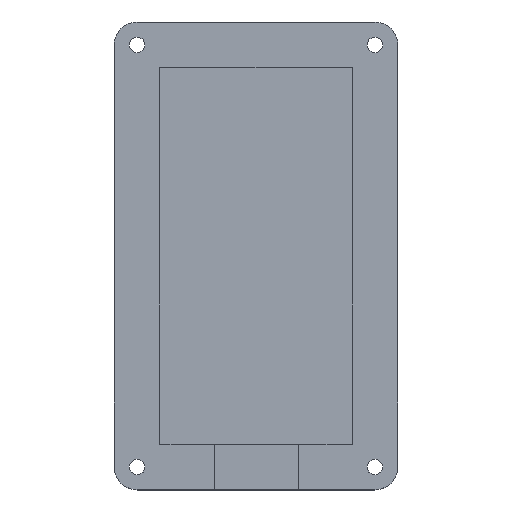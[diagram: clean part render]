
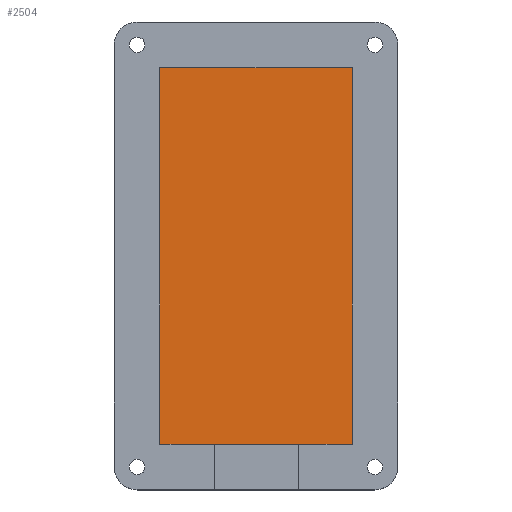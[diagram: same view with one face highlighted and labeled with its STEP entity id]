
A CAD part, top view. The second image highlights one B-rep face of the part: STEP entity #2504.
In plain terms, the highlighted planar face has unit normal (0, 0, 1).
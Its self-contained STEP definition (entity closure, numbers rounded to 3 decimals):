
#115=PLANE('',#2598);
#243=FACE_OUTER_BOUND('',#394,.T.);
#394=EDGE_LOOP('',(#2239,#2240,#2241,#2242));
#599=LINE('',#4947,#798);
#600=LINE('',#4949,#799);
#601=LINE('',#4951,#800);
#602=LINE('',#4952,#801);
#798=VECTOR('',#2936,10.);
#799=VECTOR('',#2937,10.);
#800=VECTOR('',#2938,10.);
#801=VECTOR('',#2939,10.);
#1194=VERTEX_POINT('',#4945);
#1195=VERTEX_POINT('',#4946);
#1196=VERTEX_POINT('',#4948);
#1197=VERTEX_POINT('',#4950);
#1551=EDGE_CURVE('',#1194,#1195,#599,.T.);
#1552=EDGE_CURVE('',#1196,#1194,#600,.T.);
#1553=EDGE_CURVE('',#1197,#1196,#601,.T.);
#1554=EDGE_CURVE('',#1195,#1197,#602,.T.);
#2239=ORIENTED_EDGE('',*,*,#1551,.F.);
#2240=ORIENTED_EDGE('',*,*,#1552,.F.);
#2241=ORIENTED_EDGE('',*,*,#1553,.F.);
#2242=ORIENTED_EDGE('',*,*,#1554,.F.);
#2504=ADVANCED_FACE('',(#243),#115,.T.);
#2598=AXIS2_PLACEMENT_3D('',#4944,#2934,#2935);
#2934=DIRECTION('center_axis',(0.,0.,1.));
#2935=DIRECTION('ref_axis',(1.,0.,0.));
#2936=DIRECTION('',(-1.,0.,0.));
#2937=DIRECTION('',(0.,-1.,0.));
#2938=DIRECTION('',(1.,0.,0.));
#2939=DIRECTION('',(0.,1.,0.));
#4944=CARTESIAN_POINT('Origin',(-0.273,-15.334,3.));
#4945=CARTESIAN_POINT('',(20.727,-56.474,3.));
#4946=CARTESIAN_POINT('',(-21.273,-56.474,3.));
#4947=CARTESIAN_POINT('',(10.227,-56.474,3.));
#4948=CARTESIAN_POINT('',(20.727,25.806,3.));
#4949=CARTESIAN_POINT('',(20.727,5.236,3.));
#4950=CARTESIAN_POINT('',(-21.273,25.806,3.));
#4951=CARTESIAN_POINT('',(-10.773,25.806,3.));
#4952=CARTESIAN_POINT('',(-21.273,-35.904,3.));
